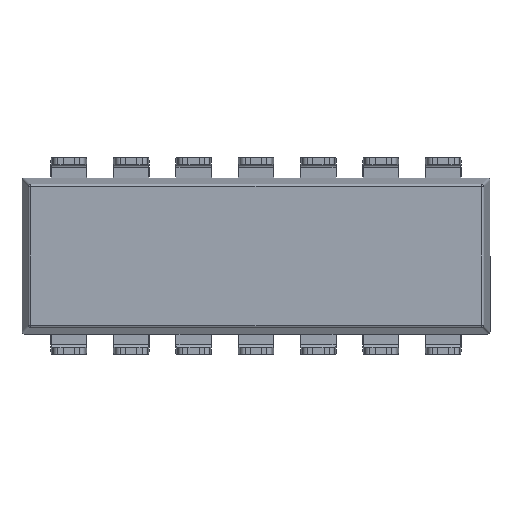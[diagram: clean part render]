
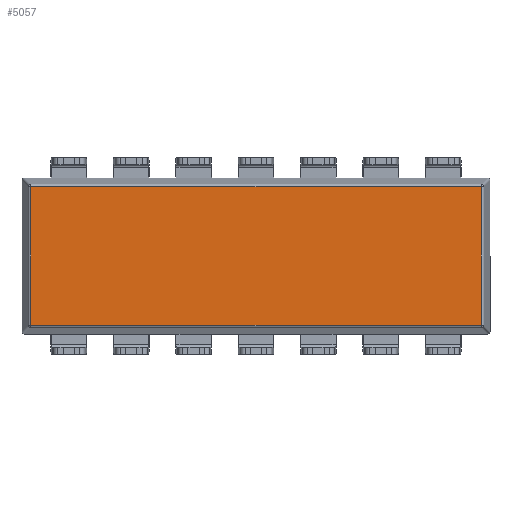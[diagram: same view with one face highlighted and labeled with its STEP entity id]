
A CAD part, front view. The second image highlights one B-rep face of the part: STEP entity #5057.
In plain terms, the highlighted planar face has unit normal (0, -1, 0).
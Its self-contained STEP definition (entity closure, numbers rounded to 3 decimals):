
#1486 = DIRECTION ( 'NONE',  ( 0., 0., 1. ) ) ;
#1487 = VECTOR ( 'NONE', #1486, 1000. ) ;
#1488 = CARTESIAN_POINT ( 'NONE',  ( 9.177, -1.79, 2.911 ) ) ;
#1489 = LINE ( 'NONE', #1488, #1487 ) ;
#1589 = CARTESIAN_POINT ( 'NONE',  ( -9.177, -1.79, -2.827 ) ) ;
#1590 = CARTESIAN_POINT ( 'NONE',  ( 9.177, -1.79, -2.827 ) ) ;
#1671 = DIRECTION ( 'NONE',  ( 1., 0., 0. ) ) ;
#1672 = VECTOR ( 'NONE', #1671, 1000. ) ;
#1684 = CARTESIAN_POINT ( 'NONE',  ( 9.177, -1.79, 2.827 ) ) ;
#1701 = DIRECTION ( 'NONE',  ( 0., 0., -1. ) ) ;
#1702 = DIRECTION ( 'NONE',  ( 0., -1., 0. ) ) ;
#1703 = CARTESIAN_POINT ( 'NONE',  ( -9.525, -1.79, 3.175 ) ) ;
#1704 = AXIS2_PLACEMENT_3D ( 'NONE', #1703, #1702, #1701 ) ;
#1705 = CARTESIAN_POINT ( 'NONE',  ( 9.261, -1.79, -2.827 ) ) ;
#1706 = LINE ( 'NONE', #1705, #1672 ) ;
#1711 = DIRECTION ( 'NONE',  ( 0., 0., -1. ) ) ;
#1712 = VECTOR ( 'NONE', #1711, 1000. ) ;
#1713 = CARTESIAN_POINT ( 'NONE',  ( -9.177, -1.79, -2.911 ) ) ;
#1714 = LINE ( 'NONE', #1713, #1712 ) ;
#1715 = DIRECTION ( 'NONE',  ( -1., 0., 0. ) ) ;
#1716 = VECTOR ( 'NONE', #1715, 1000. ) ;
#1718 = PLANE ( 'NONE',  #1704 ) ;
#1720 = CARTESIAN_POINT ( 'NONE',  ( -9.261, -1.79, 2.827 ) ) ;
#1721 = LINE ( 'NONE', #1720, #1716 ) ;
#1748 = FACE_OUTER_BOUND ( 'NONE', #5063, .T. ) ;
#1768 = CARTESIAN_POINT ( 'NONE',  ( -9.177, -1.79, 2.827 ) ) ;
#4925 = EDGE_CURVE ( 'NONE', #5013, #5065, #1489, .T. ) ;
#5013 = VERTEX_POINT ( 'NONE', #1590 ) ;
#5014 = VERTEX_POINT ( 'NONE', #1589 ) ;
#5054 = VERTEX_POINT ( 'NONE', #1768 ) ;
#5057 = ADVANCED_FACE ( 'NONE', ( #1748 ), #1718, .T. ) ;
#5063 = EDGE_LOOP ( 'NONE', ( #5086, #5085, #5078, #5080 ) ) ;
#5065 = VERTEX_POINT ( 'NONE', #1684 ) ;
#5078 = ORIENTED_EDGE ( 'NONE', *, *, #5079, .T. ) ;
#5079 = EDGE_CURVE ( 'NONE', #5065, #5054, #1721, .T. ) ;
#5080 = ORIENTED_EDGE ( 'NONE', *, *, #5081, .T. ) ;
#5081 = EDGE_CURVE ( 'NONE', #5054, #5014, #1714, .T. ) ;
#5084 = EDGE_CURVE ( 'NONE', #5014, #5013, #1706, .T. ) ;
#5085 = ORIENTED_EDGE ( 'NONE', *, *, #4925, .T. ) ;
#5086 = ORIENTED_EDGE ( 'NONE', *, *, #5084, .T. ) ;
